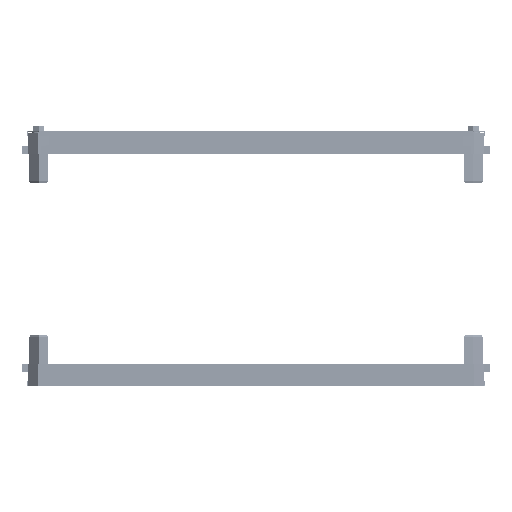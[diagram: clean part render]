
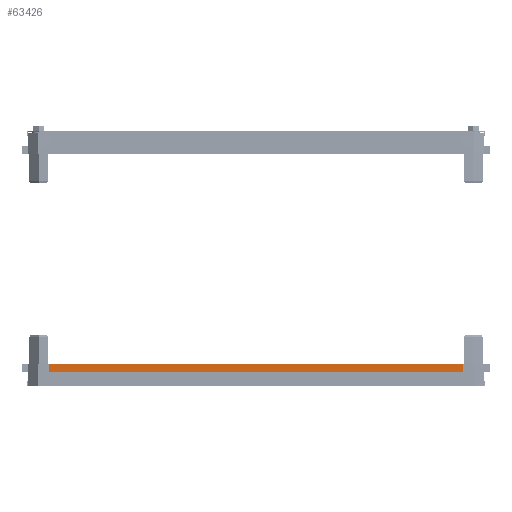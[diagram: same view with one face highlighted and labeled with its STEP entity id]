
A CAD part, left-side view. The second image highlights one B-rep face of the part: STEP entity #63426.
In plain terms, the highlighted planar face has unit normal (-1, 0, 0).
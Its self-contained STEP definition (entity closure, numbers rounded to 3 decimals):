
#318 = PLANE ( 'NONE',  #129080 ) ;
#9220 = CARTESIAN_POINT ( 'NONE',  ( -800.05, -545.6, 22.4 ) ) ;
#20322 = EDGE_CURVE ( 'NONE', #78799, #235262, #92498, .T. ) ;
#21359 = VECTOR ( 'NONE', #35024, 1000. ) ;
#25755 = CARTESIAN_POINT ( 'NONE',  ( -800.05, -545.6, 32.6 ) ) ;
#35024 = DIRECTION ( 'NONE',  ( 0., 1., 0. ) ) ;
#43755 = DIRECTION ( 'NONE',  ( 0., 0., -1. ) ) ;
#49828 = CARTESIAN_POINT ( 'NONE',  ( -800.05, 162.4, 22.4 ) ) ;
#51477 = VERTEX_POINT ( 'NONE', #91404 ) ;
#52510 = LINE ( 'NONE', #147232, #167893 ) ;
#55300 = CARTESIAN_POINT ( 'NONE',  ( -800.05, -545.6, 22.4 ) ) ;
#55886 = EDGE_CURVE ( 'NONE', #51477, #78799, #102379, .T. ) ;
#59569 = ORIENTED_EDGE ( 'NONE', *, *, #55886, .F. ) ;
#61010 = EDGE_LOOP ( 'NONE', ( #88559, #120583, #59569, #236164 ) ) ;
#63426 = ADVANCED_FACE ( 'NONE', ( #73365 ), #318, .F. ) ;
#68288 = VERTEX_POINT ( 'NONE', #160621 ) ;
#69343 = CARTESIAN_POINT ( 'NONE',  ( -800.05, -545.6, 35.4 ) ) ;
#73365 = FACE_OUTER_BOUND ( 'NONE', #61010, .T. ) ;
#78799 = VERTEX_POINT ( 'NONE', #9220 ) ;
#88559 = ORIENTED_EDGE ( 'NONE', *, *, #196519, .T. ) ;
#91404 = CARTESIAN_POINT ( 'NONE',  ( -800.05, -545.6, 35.4 ) ) ;
#92498 = LINE ( 'NONE', #55300, #21359 ) ;
#100330 = VECTOR ( 'NONE', #43755, 1000. ) ;
#102379 = LINE ( 'NONE', #25755, #100330 ) ;
#107069 = CARTESIAN_POINT ( 'NONE',  ( -800.05, -545.6, 32.6 ) ) ;
#120583 = ORIENTED_EDGE ( 'NONE', *, *, #20322, .F. ) ;
#129080 = AXIS2_PLACEMENT_3D ( 'NONE', #107069, #181446, #180295 ) ;
#147232 = CARTESIAN_POINT ( 'NONE',  ( -800.05, 162.4, 32.6 ) ) ;
#150003 = VECTOR ( 'NONE', #215746, 1000. ) ;
#160621 = CARTESIAN_POINT ( 'NONE',  ( -800.05, 162.4, 35.4 ) ) ;
#167893 = VECTOR ( 'NONE', #233674, 1000. ) ;
#180295 = DIRECTION ( 'NONE',  ( 0., 1., 0. ) ) ;
#181446 = DIRECTION ( 'NONE',  ( 1., 0., 0. ) ) ;
#196519 = EDGE_CURVE ( 'NONE', #68288, #235262, #52510, .T. ) ;
#215746 = DIRECTION ( 'NONE',  ( 0., 1., 0. ) ) ;
#221425 = EDGE_CURVE ( 'NONE', #51477, #68288, #236111, .T. ) ;
#233674 = DIRECTION ( 'NONE',  ( 0., 0., -1. ) ) ;
#235262 = VERTEX_POINT ( 'NONE', #49828 ) ;
#236111 = LINE ( 'NONE', #69343, #150003 ) ;
#236164 = ORIENTED_EDGE ( 'NONE', *, *, #221425, .T. ) ;
